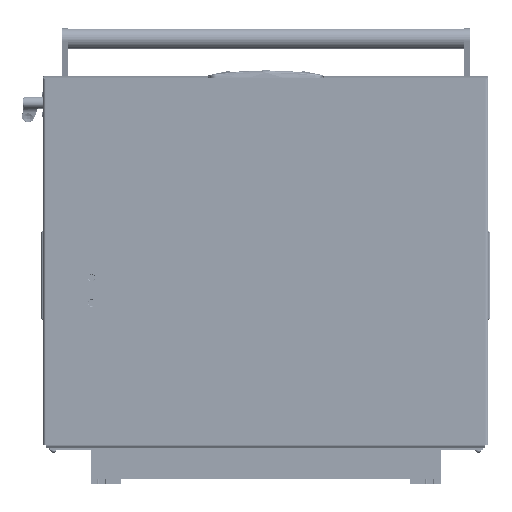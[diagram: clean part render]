
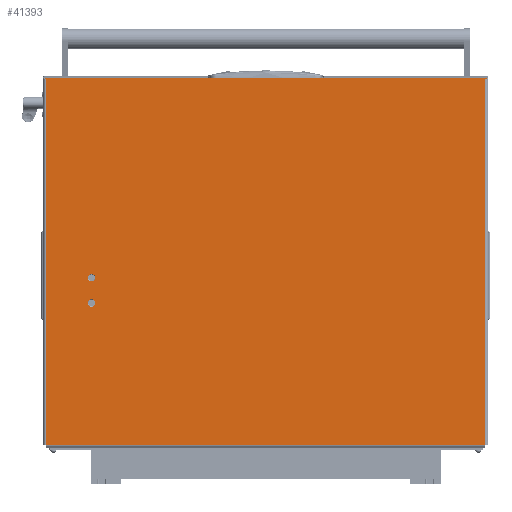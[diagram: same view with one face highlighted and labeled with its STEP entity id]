
A CAD part, front view. The second image highlights one B-rep face of the part: STEP entity #41393.
In plain terms, the highlighted face is planar.
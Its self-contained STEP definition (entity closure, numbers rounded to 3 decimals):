
#1059 = AXIS2_PLACEMENT_3D ( 'NONE', #79406, #42519, #10718 ) ;
#1920 = CARTESIAN_POINT ( 'NONE',  ( 0., -4., 0. ) ) ;
#2596 = DIRECTION ( 'NONE',  ( 0., 1., 0. ) ) ;
#3741 = VECTOR ( 'NONE', #73279, 1000. ) ;
#4546 = ORIENTED_EDGE ( 'NONE', *, *, #55659, .F. ) ;
#5147 = PLANE ( 'NONE',  #61965 ) ;
#6786 = VERTEX_POINT ( 'NONE', #73052 ) ;
#7438 = LINE ( 'NONE', #87929, #34225 ) ;
#9880 = CARTESIAN_POINT ( 'NONE',  ( 0., 0., 0. ) ) ;
#10718 = DIRECTION ( 'NONE',  ( -1., 0., 0. ) ) ;
#12370 = CARTESIAN_POINT ( 'NONE',  ( 280.2, 545., 0. ) ) ;
#17151 = CARTESIAN_POINT ( 'NONE',  ( -2., 610., 0. ) ) ;
#17248 = VECTOR ( 'NONE', #59029, 1000. ) ;
#18188 = VERTEX_POINT ( 'NONE', #9880 ) ;
#19605 = CIRCLE ( 'NONE', #125888, 5.2 ) ;
#20625 = AXIS2_PLACEMENT_3D ( 'NONE', #35046, #80126, #57249 ) ;
#22352 = DIRECTION ( 'NONE',  ( 1., 0., 0. ) ) ;
#22872 = VERTEX_POINT ( 'NONE', #17151 ) ;
#22988 = VECTOR ( 'NONE', #101695, 1000. ) ;
#25160 = DIRECTION ( 'NONE',  ( 0., -1., 0. ) ) ;
#25755 = CARTESIAN_POINT ( 'NONE',  ( -2., -4., 0. ) ) ;
#27779 = EDGE_LOOP ( 'NONE', ( #93308, #112660 ) ) ;
#28075 = LINE ( 'NONE', #94581, #93111 ) ;
#30323 = VECTOR ( 'NONE', #22352, 1000. ) ;
#32025 = ORIENTED_EDGE ( 'NONE', *, *, #77566, .F. ) ;
#32933 = CARTESIAN_POINT ( 'NONE',  ( 0., -4., 0. ) ) ;
#32975 = CARTESIAN_POINT ( 'NONE',  ( 269.8, 545., 0. ) ) ;
#34225 = VECTOR ( 'NONE', #141922, 1000. ) ;
#35046 = CARTESIAN_POINT ( 'NONE',  ( 275., 545., 0. ) ) ;
#35830 = LINE ( 'NONE', #82355, #3741 ) ;
#38413 = FACE_BOUND ( 'NONE', #109218, .T. ) ;
#39514 = CIRCLE ( 'NONE', #20625, 5.2 ) ;
#41393 = ADVANCED_FACE ( 'NONE', ( #82775, #38413, #91653 ), #5147, .T. ) ;
#42519 = DIRECTION ( 'NONE',  ( 0., 0., -1. ) ) ;
#46721 = CARTESIAN_POINT ( 'NONE',  ( 0., 0., 0. ) ) ;
#49878 = CARTESIAN_POINT ( 'NONE',  ( 506., 608., 0. ) ) ;
#49969 = VERTEX_POINT ( 'NONE', #94043 ) ;
#51696 = DIRECTION ( 'NONE',  ( 0., 0., -1. ) ) ;
#55308 = VECTOR ( 'NONE', #124589, 1000. ) ;
#55659 = EDGE_CURVE ( 'NONE', #103686, #137563, #145082, .T. ) ;
#56104 = DIRECTION ( 'NONE',  ( -1., 0., 0. ) ) ;
#57249 = DIRECTION ( 'NONE',  ( -1., 0., 0. ) ) ;
#57262 = VERTEX_POINT ( 'NONE', #12370 ) ;
#58066 = LINE ( 'NONE', #82420, #55308 ) ;
#58907 = ORIENTED_EDGE ( 'NONE', *, *, #83662, .T. ) ;
#58985 = ORIENTED_EDGE ( 'NONE', *, *, #121854, .F. ) ;
#59029 = DIRECTION ( 'NONE',  ( 0., 1., 0. ) ) ;
#61965 = AXIS2_PLACEMENT_3D ( 'NONE', #84190, #51696, #74574 ) ;
#62549 = EDGE_CURVE ( 'NONE', #122011, #6786, #58066, .T. ) ;
#69181 = LINE ( 'NONE', #1920, #22988 ) ;
#71671 = EDGE_CURVE ( 'NONE', #6786, #22872, #117370, .T. ) ;
#73052 = CARTESIAN_POINT ( 'NONE',  ( -2., -2., 0. ) ) ;
#73279 = DIRECTION ( 'NONE',  ( 1., 0., 0. ) ) ;
#74574 = DIRECTION ( 'NONE',  ( -1., 0., 0. ) ) ;
#75176 = EDGE_CURVE ( 'NONE', #57262, #102094, #39514, .T. ) ;
#77566 = EDGE_CURVE ( 'NONE', #18188, #129880, #145068, .T. ) ;
#78700 = ORIENTED_EDGE ( 'NONE', *, *, #62549, .T. ) ;
#79406 = CARTESIAN_POINT ( 'NONE',  ( 310., 545., 0. ) ) ;
#80126 = DIRECTION ( 'NONE',  ( 0., 0., -1. ) ) ;
#80678 = VERTEX_POINT ( 'NONE', #49878 ) ;
#81009 = EDGE_CURVE ( 'NONE', #80678, #129880, #28075, .T. ) ;
#82355 = CARTESIAN_POINT ( 'NONE',  ( 0., 610., 0. ) ) ;
#82420 = CARTESIAN_POINT ( 'NONE',  ( 0., -2., 0. ) ) ;
#82775 = FACE_BOUND ( 'NONE', #27779, .T. ) ;
#83662 = EDGE_CURVE ( 'NONE', #22872, #49969, #35830, .T. ) ;
#84190 = CARTESIAN_POINT ( 'NONE',  ( 0., 608., 0. ) ) ;
#87929 = CARTESIAN_POINT ( 'NONE',  ( 0., 608., 0. ) ) ;
#89028 = EDGE_CURVE ( 'NONE', #109487, #49969, #123830, .T. ) ;
#90845 = CARTESIAN_POINT ( 'NONE',  ( 0., -2., 0. ) ) ;
#91653 = FACE_OUTER_BOUND ( 'NONE', #119221, .T. ) ;
#93111 = VECTOR ( 'NONE', #25160, 1000. ) ;
#93308 = ORIENTED_EDGE ( 'NONE', *, *, #120069, .F. ) ;
#94043 = CARTESIAN_POINT ( 'NONE',  ( 0., 610., 0. ) ) ;
#94581 = CARTESIAN_POINT ( 'NONE',  ( 506., 608., 0. ) ) ;
#97936 = ORIENTED_EDGE ( 'NONE', *, *, #111950, .F. ) ;
#98019 = AXIS2_PLACEMENT_3D ( 'NONE', #125780, #114673, #103575 ) ;
#98129 = CIRCLE ( 'NONE', #98019, 5.2 ) ;
#101695 = DIRECTION ( 'NONE',  ( 0., 1., 0. ) ) ;
#102094 = VERTEX_POINT ( 'NONE', #32975 ) ;
#103575 = DIRECTION ( 'NONE',  ( -1., 0., 0. ) ) ;
#103686 = VERTEX_POINT ( 'NONE', #131873 ) ;
#104318 = CARTESIAN_POINT ( 'NONE',  ( 506., 0., 0. ) ) ;
#109218 = EDGE_LOOP ( 'NONE', ( #4546, #97936 ) ) ;
#109487 = VERTEX_POINT ( 'NONE', #136183 ) ;
#109708 = ORIENTED_EDGE ( 'NONE', *, *, #81009, .T. ) ;
#111950 = EDGE_CURVE ( 'NONE', #137563, #103686, #19605, .T. ) ;
#112660 = ORIENTED_EDGE ( 'NONE', *, *, #75176, .F. ) ;
#114508 = EDGE_CURVE ( 'NONE', #122011, #18188, #69181, .T. ) ;
#114673 = DIRECTION ( 'NONE',  ( 0., 0., -1. ) ) ;
#117370 = LINE ( 'NONE', #25755, #17248 ) ;
#119221 = EDGE_LOOP ( 'NONE', ( #139650, #78700, #141139, #58907, #124065, #58985, #109708, #32025 ) ) ;
#120069 = EDGE_CURVE ( 'NONE', #102094, #57262, #98129, .T. ) ;
#120234 = CARTESIAN_POINT ( 'NONE',  ( 315.2, 545., 0. ) ) ;
#121802 = VECTOR ( 'NONE', #2596, 1000. ) ;
#121854 = EDGE_CURVE ( 'NONE', #80678, #109487, #7438, .T. ) ;
#122011 = VERTEX_POINT ( 'NONE', #90845 ) ;
#123830 = LINE ( 'NONE', #32933, #121802 ) ;
#124065 = ORIENTED_EDGE ( 'NONE', *, *, #89028, .F. ) ;
#124589 = DIRECTION ( 'NONE',  ( -1., 0., 0. ) ) ;
#125780 = CARTESIAN_POINT ( 'NONE',  ( 275., 545., 0. ) ) ;
#125888 = AXIS2_PLACEMENT_3D ( 'NONE', #136605, #137345, #56104 ) ;
#129880 = VERTEX_POINT ( 'NONE', #104318 ) ;
#131873 = CARTESIAN_POINT ( 'NONE',  ( 304.8, 545., 0. ) ) ;
#136183 = CARTESIAN_POINT ( 'NONE',  ( 0., 608., 0. ) ) ;
#136605 = CARTESIAN_POINT ( 'NONE',  ( 310., 545., 0. ) ) ;
#137345 = DIRECTION ( 'NONE',  ( 0., 0., -1. ) ) ;
#137563 = VERTEX_POINT ( 'NONE', #120234 ) ;
#139650 = ORIENTED_EDGE ( 'NONE', *, *, #114508, .F. ) ;
#141139 = ORIENTED_EDGE ( 'NONE', *, *, #71671, .T. ) ;
#141922 = DIRECTION ( 'NONE',  ( -1., 0., 0. ) ) ;
#145068 = LINE ( 'NONE', #46721, #30323 ) ;
#145082 = CIRCLE ( 'NONE', #1059, 5.2 ) ;
